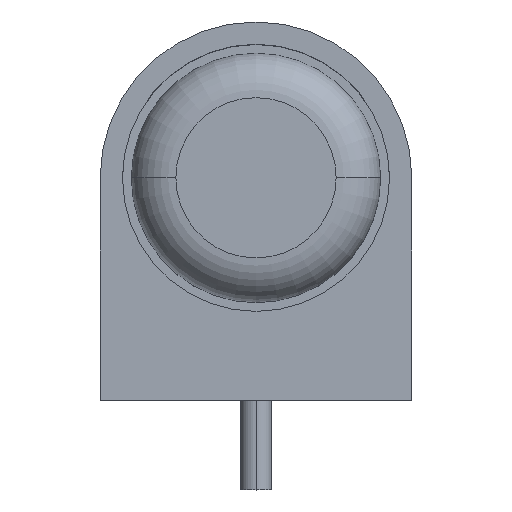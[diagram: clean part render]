
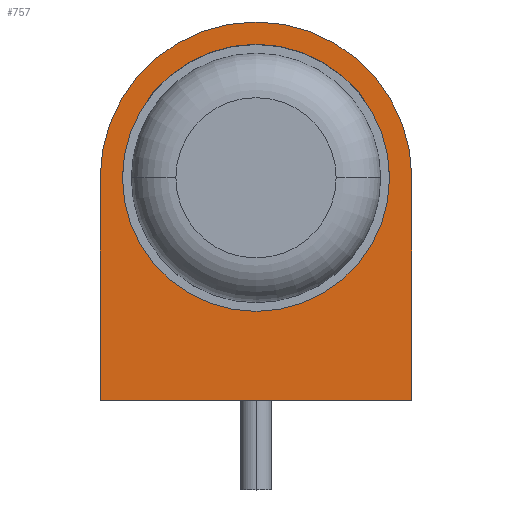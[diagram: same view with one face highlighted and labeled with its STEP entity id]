
A CAD part, top view. The second image highlights one B-rep face of the part: STEP entity #757.
In plain terms, the highlighted planar face has unit normal (0, 0, 1).
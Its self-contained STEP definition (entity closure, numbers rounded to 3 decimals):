
#13 = VECTOR ( 'NONE', #327, 1000. ) ;
#28 = PLANE ( 'NONE',  #887 ) ;
#106 = CARTESIAN_POINT ( 'NONE',  ( 3.5, 0., 4.5 ) ) ;
#147 = VERTEX_POINT ( 'NONE', #681 ) ;
#150 = CARTESIAN_POINT ( 'NONE',  ( -3.5, 0., 4.5 ) ) ;
#170 = DIRECTION ( 'NONE',  ( 1., 0., 0. ) ) ;
#174 = EDGE_CURVE ( 'NONE', #147, #239, #478, .T. ) ;
#203 = DIRECTION ( 'NONE',  ( 1., 0., 0. ) ) ;
#224 = LINE ( 'NONE', #257, #1128 ) ;
#227 = ORIENTED_EDGE ( 'NONE', *, *, #174, .F. ) ;
#239 = VERTEX_POINT ( 'NONE', #758 ) ;
#257 = CARTESIAN_POINT ( 'NONE',  ( -3.5, -5., 4.5 ) ) ;
#259 = ORIENTED_EDGE ( 'NONE', *, *, #1009, .T. ) ;
#277 = EDGE_CURVE ( 'NONE', #297, #671, #635, .T. ) ;
#285 = CARTESIAN_POINT ( 'NONE',  ( 0., 0., 4.5 ) ) ;
#297 = VERTEX_POINT ( 'NONE', #363 ) ;
#318 = DIRECTION ( 'NONE',  ( 0., 0., 1. ) ) ;
#320 = AXIS2_PLACEMENT_3D ( 'NONE', #950, #318, #852 ) ;
#327 = DIRECTION ( 'NONE',  ( 0., -1., 0. ) ) ;
#363 = CARTESIAN_POINT ( 'NONE',  ( 3.5, -5., 4.5 ) ) ;
#368 = FACE_BOUND ( 'NONE', #483, .T. ) ;
#378 = ORIENTED_EDGE ( 'NONE', *, *, #277, .T. ) ;
#419 = DIRECTION ( 'NONE',  ( 0., 0., 1. ) ) ;
#460 = DIRECTION ( 'NONE',  ( 0., 0., 1. ) ) ;
#470 = ORIENTED_EDGE ( 'NONE', *, *, #994, .F. ) ;
#477 = EDGE_CURVE ( 'NONE', #719, #297, #224, .T. ) ;
#478 = CIRCLE ( 'NONE', #320, 3. ) ;
#483 = EDGE_LOOP ( 'NONE', ( #470, #227 ) ) ;
#509 = ORIENTED_EDGE ( 'NONE', *, *, #759, .T. ) ;
#511 = DIRECTION ( 'NONE',  ( 1., 0., 0. ) ) ;
#514 = ORIENTED_EDGE ( 'NONE', *, *, #477, .T. ) ;
#590 = CARTESIAN_POINT ( 'NONE',  ( -3.5, -5., 4.5 ) ) ;
#605 = FACE_OUTER_BOUND ( 'NONE', #769, .T. ) ;
#628 = CARTESIAN_POINT ( 'NONE',  ( 3.5, -3.5, 4.5 ) ) ;
#635 = LINE ( 'NONE', #628, #910 ) ;
#671 = VERTEX_POINT ( 'NONE', #106 ) ;
#681 = CARTESIAN_POINT ( 'NONE',  ( -3., 0., 4.5 ) ) ;
#687 = VERTEX_POINT ( 'NONE', #150 ) ;
#719 = VERTEX_POINT ( 'NONE', #590 ) ;
#726 = DIRECTION ( 'NONE',  ( 0., 0., 1. ) ) ;
#757 = ADVANCED_FACE ( 'NONE', ( #368, #605 ), #28, .T. ) ;
#758 = CARTESIAN_POINT ( 'NONE',  ( 3., 0., 4.5 ) ) ;
#759 = EDGE_CURVE ( 'NONE', #671, #687, #973, .T. ) ;
#769 = EDGE_LOOP ( 'NONE', ( #259, #514, #378, #509 ) ) ;
#815 = AXIS2_PLACEMENT_3D ( 'NONE', #999, #460, #913 ) ;
#852 = DIRECTION ( 'NONE',  ( 1., 0., 0. ) ) ;
#856 = AXIS2_PLACEMENT_3D ( 'NONE', #961, #419, #511 ) ;
#864 = CARTESIAN_POINT ( 'NONE',  ( -3.5, -3.5, 4.5 ) ) ;
#887 = AXIS2_PLACEMENT_3D ( 'NONE', #285, #726, #203 ) ;
#910 = VECTOR ( 'NONE', #987, 1000. ) ;
#913 = DIRECTION ( 'NONE',  ( 1., 0., 0. ) ) ;
#950 = CARTESIAN_POINT ( 'NONE',  ( 0., 0., 4.5 ) ) ;
#958 = CIRCLE ( 'NONE', #856, 3. ) ;
#961 = CARTESIAN_POINT ( 'NONE',  ( 0., 0., 4.5 ) ) ;
#973 = CIRCLE ( 'NONE', #815, 3.5 ) ;
#981 = LINE ( 'NONE', #864, #13 ) ;
#987 = DIRECTION ( 'NONE',  ( 0., 1., 0. ) ) ;
#994 = EDGE_CURVE ( 'NONE', #239, #147, #958, .T. ) ;
#999 = CARTESIAN_POINT ( 'NONE',  ( 0., 0., 4.5 ) ) ;
#1009 = EDGE_CURVE ( 'NONE', #687, #719, #981, .T. ) ;
#1128 = VECTOR ( 'NONE', #170, 1000. ) ;
